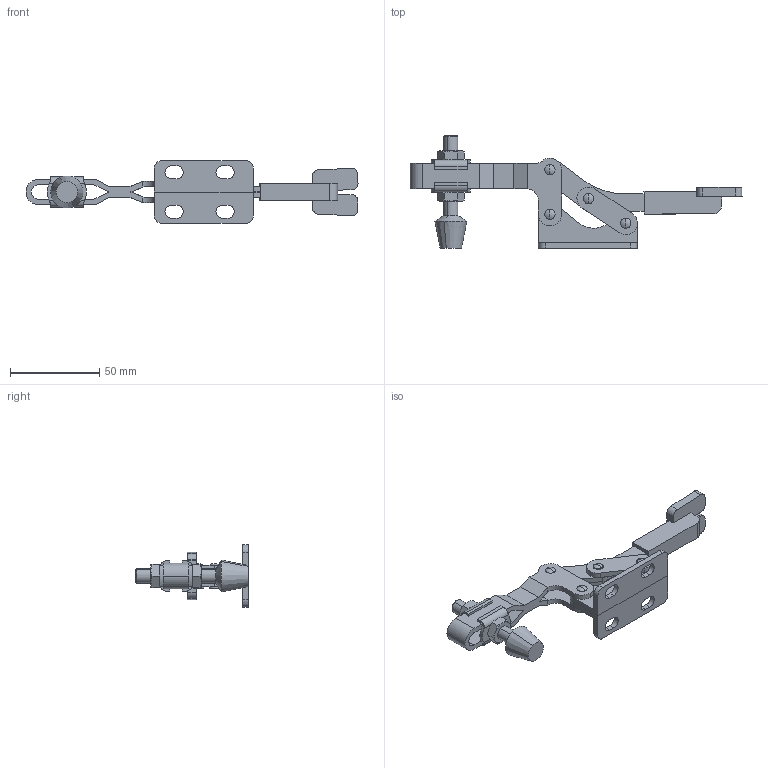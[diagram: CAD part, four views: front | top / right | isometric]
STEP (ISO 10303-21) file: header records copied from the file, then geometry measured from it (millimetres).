
FILE_DESCRIPTION (( 'STEP AP214' ), '1' );
FILE_NAME ('GH-22165(Â²¤Æ).STEP', '2020-07-17T08:45:54', ( 'LinWei' ), ( '' ), 'SwSTEP 2.0', 'SolidWorks 2016', '' );
FILE_SCHEMA (( 'AUTOMOTIVE_DESIGN' ));
Length unit declared in the file: millimetre
Products named in the file (6): 12216501-1^GH-22165(簡化); Group5^GH-22165(簡化); Group4^GH-22165(簡化); Group3^GH-22165(簡化); Group2^GH-22165(簡化); GH-22165(簡化)
Assembly tree (5 placements, depth 2):
  GH-22165(簡化)
    Group2^GH-22165(簡化)
    Group3^GH-22165(簡化)
    Group4^GH-22165(簡化)
    Group5^GH-22165(簡化)
    12216501-1^GH-22165(簡化)
Bounding box: 186.2 x 63 x 34.9 mm (x, y, z)
Volume: 42351.3 mm3; surface area: 28319.5 mm2
Topology: 6 solids, 6 shells, 298 faces, 752 edges, 484 vertices
Faces by surface type: plane 150, cylinder 110, cone 30, sphere 8
Entity records: 10486 total; most frequent: CARTESIAN_POINT 1850, DIRECTION 1571, ORIENTED_EDGE 1504, EDGE_CURVE 752, AXIS2_PLACEMENT_3D 573, VERTEX_POINT 484, LINE 425, VECTOR 425
